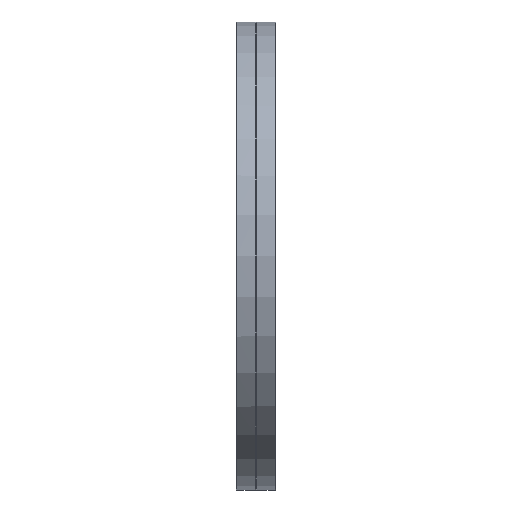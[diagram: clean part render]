
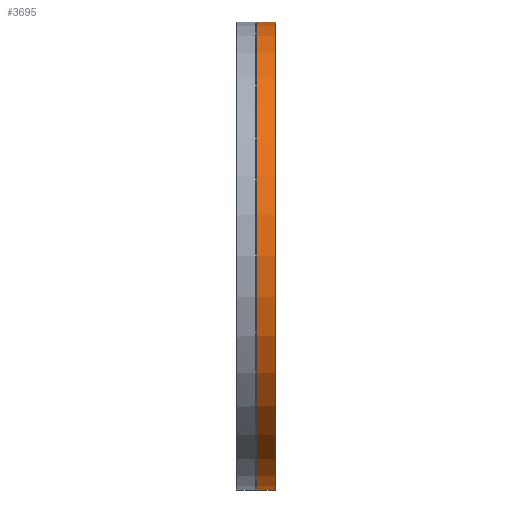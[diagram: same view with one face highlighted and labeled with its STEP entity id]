
A CAD part, left-side view. The second image highlights one B-rep face of the part: STEP entity #3695.
In plain terms, the highlighted cylindrical face has radius 152 mm (diameter 304 mm), a full revolution.
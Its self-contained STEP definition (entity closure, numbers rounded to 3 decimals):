
#331=CYLINDRICAL_SURFACE('',#3977,152.);
#388=FACE_OUTER_BOUND('',#640,.T.);
#640=EDGE_LOOP('',(#2539,#2540,#2541,#2542,#2543,#2544));
#895=LINE('',#5376,#1110);
#1110=VECTOR('',#4421,152.);
#1324=CIRCLE('',#3940,152.);
#1325=CIRCLE('',#3941,152.);
#1360=CIRCLE('',#3978,152.);
#1361=CIRCLE('',#3979,152.);
#1539=VERTEX_POINT('',#5297);
#1540=VERTEX_POINT('',#5298);
#1575=VERTEX_POINT('',#5372);
#1576=VERTEX_POINT('',#5373);
#1913=EDGE_CURVE('',#1539,#1540,#1324,.T.);
#1914=EDGE_CURVE('',#1540,#1539,#1325,.T.);
#1950=EDGE_CURVE('',#1575,#1576,#1360,.T.);
#1951=EDGE_CURVE('',#1576,#1575,#1361,.T.);
#1952=EDGE_CURVE('',#1576,#1540,#895,.T.);
#2539=ORIENTED_EDGE('',*,*,#1950,.F.);
#2540=ORIENTED_EDGE('',*,*,#1951,.F.);
#2541=ORIENTED_EDGE('',*,*,#1952,.T.);
#2542=ORIENTED_EDGE('',*,*,#1913,.F.);
#2543=ORIENTED_EDGE('',*,*,#1914,.F.);
#2544=ORIENTED_EDGE('',*,*,#1952,.F.);
#3695=ADVANCED_FACE('',(#388),#331,.T.);
#3940=AXIS2_PLACEMENT_3D('',#5299,#4340,#4341);
#3941=AXIS2_PLACEMENT_3D('',#5300,#4342,#4343);
#3977=AXIS2_PLACEMENT_3D('',#5371,#4415,#4416);
#3978=AXIS2_PLACEMENT_3D('',#5374,#4417,#4418);
#3979=AXIS2_PLACEMENT_3D('',#5375,#4419,#4420);
#4340=DIRECTION('center_axis',(0.,-1.,0.));
#4341=DIRECTION('ref_axis',(1.,0.,0.));
#4342=DIRECTION('center_axis',(0.,-1.,0.));
#4343=DIRECTION('ref_axis',(1.,0.,0.));
#4415=DIRECTION('center_axis',(0.,1.,0.));
#4416=DIRECTION('ref_axis',(-1.,0.,0.));
#4417=DIRECTION('center_axis',(0.,1.,0.));
#4418=DIRECTION('ref_axis',(1.,0.,0.));
#4419=DIRECTION('center_axis',(0.,1.,0.));
#4420=DIRECTION('ref_axis',(1.,0.,0.));
#4421=DIRECTION('',(0.,-1.,0.));
#5297=CARTESIAN_POINT('',(-152.,0.5,0.));
#5298=CARTESIAN_POINT('',(152.,0.5,0.));
#5299=CARTESIAN_POINT('Origin',(0.,0.5,0.));
#5300=CARTESIAN_POINT('Origin',(0.,0.5,0.));
#5371=CARTESIAN_POINT('Origin',(0.,6.231,0.));
#5372=CARTESIAN_POINT('',(0.,12.463,-152.));
#5373=CARTESIAN_POINT('',(152.,12.463,0.));
#5374=CARTESIAN_POINT('Origin',(0.,12.463,0.));
#5375=CARTESIAN_POINT('Origin',(0.,12.463,0.));
#5376=CARTESIAN_POINT('',(152.,6.231,0.));
